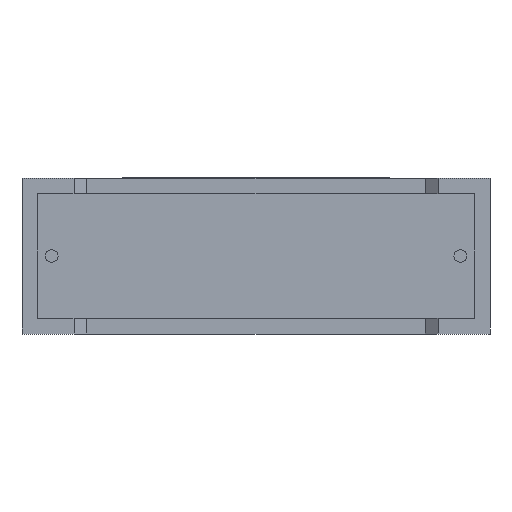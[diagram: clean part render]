
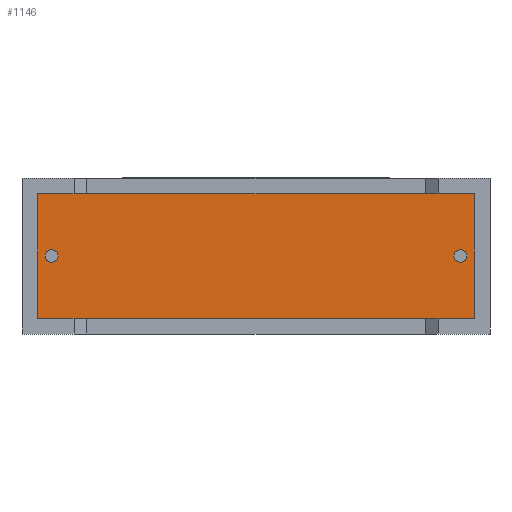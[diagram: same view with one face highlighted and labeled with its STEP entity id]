
A CAD part, front view. The second image highlights one B-rep face of the part: STEP entity #1146.
In plain terms, the highlighted planar face has unit normal (0, -1, 0).
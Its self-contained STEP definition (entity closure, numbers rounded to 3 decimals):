
#15 = ORIENTED_EDGE ( 'NONE', *, *, #2689, .F. ) ;
#110 = CARTESIAN_POINT ( 'NONE',  ( 1.05, 0.75, 9.45 ) ) ;
#112 = AXIS2_PLACEMENT_3D ( 'NONE', #2027, #780, #2246 ) ;
#116 = VECTOR ( 'NONE', #2254, 1000. ) ;
#146 = ORIENTED_EDGE ( 'NONE', *, *, #1331, .F. ) ;
#164 = AXIS2_PLACEMENT_3D ( 'NONE', #2606, #525, #963 ) ;
#281 = DIRECTION ( 'NONE',  ( 0., 0., -1. ) ) ;
#289 = DIRECTION ( 'NONE',  ( 0., -1., 0. ) ) ;
#293 = VERTEX_POINT ( 'NONE', #2587 ) ;
#405 = LINE ( 'NONE', #1771, #946 ) ;
#460 = EDGE_CURVE ( 'NONE', #2015, #2312, #2230, .T. ) ;
#474 = DIRECTION ( 'NONE',  ( 0., -1., 0. ) ) ;
#517 = CARTESIAN_POINT ( 'NONE',  ( 29.5, 0.75, 5.25 ) ) ;
#525 = DIRECTION ( 'NONE',  ( 0., -1., 0. ) ) ;
#585 = DIRECTION ( 'NONE',  ( 0., 0., -1. ) ) ;
#607 = AXIS2_PLACEMENT_3D ( 'NONE', #517, #474, #281 ) ;
#676 = DIRECTION ( 'NONE',  ( 1., 0., 0. ) ) ;
#712 = CARTESIAN_POINT ( 'NONE',  ( 2., 0.75, 5.675 ) ) ;
#745 = EDGE_CURVE ( 'NONE', #837, #1657, #1927, .T. ) ;
#780 = DIRECTION ( 'NONE',  ( 0., -1., 0. ) ) ;
#837 = VERTEX_POINT ( 'NONE', #2812 ) ;
#855 = FACE_BOUND ( 'NONE', #1739, .T. ) ;
#946 = VECTOR ( 'NONE', #1820, 1000. ) ;
#963 = DIRECTION ( 'NONE',  ( 0., 0., -1. ) ) ;
#1013 = EDGE_CURVE ( 'NONE', #2401, #293, #2211, .T. ) ;
#1030 = AXIS2_PLACEMENT_3D ( 'NONE', #2890, #289, #2171 ) ;
#1060 = ORIENTED_EDGE ( 'NONE', *, *, #2945, .T. ) ;
#1072 = FACE_BOUND ( 'NONE', #2615, .T. ) ;
#1087 = ORIENTED_EDGE ( 'NONE', *, *, #2860, .T. ) ;
#1146 = ADVANCED_FACE ( 'NONE', ( #1072, #2038, #855 ), #1800, .T. ) ;
#1280 = CIRCLE ( 'NONE', #607, 0.425 ) ;
#1290 = CARTESIAN_POINT ( 'NONE',  ( 29.5, 0.75, 5.25 ) ) ;
#1331 = EDGE_CURVE ( 'NONE', #2312, #2015, #2577, .T. ) ;
#1377 = LINE ( 'NONE', #2122, #2040 ) ;
#1442 = ORIENTED_EDGE ( 'NONE', *, *, #460, .F. ) ;
#1466 = CARTESIAN_POINT ( 'NONE',  ( 30.45, 0.75, 9.45 ) ) ;
#1471 = EDGE_CURVE ( 'NONE', #293, #2533, #1377, .T. ) ;
#1657 = VERTEX_POINT ( 'NONE', #1941 ) ;
#1702 = CARTESIAN_POINT ( 'NONE',  ( 2., 0.75, 4.825 ) ) ;
#1729 = CARTESIAN_POINT ( 'NONE',  ( 1.05, 0.75, 9.45 ) ) ;
#1739 = EDGE_LOOP ( 'NONE', ( #146, #1442 ) ) ;
#1771 = CARTESIAN_POINT ( 'NONE',  ( 30.45, 0.75, 1.05 ) ) ;
#1800 = PLANE ( 'NONE',  #164 ) ;
#1820 = DIRECTION ( 'NONE',  ( 0., 0., 1. ) ) ;
#1927 = CIRCLE ( 'NONE', #2828, 0.425 ) ;
#1941 = CARTESIAN_POINT ( 'NONE',  ( 29.5, 0.75, 4.825 ) ) ;
#2015 = VERTEX_POINT ( 'NONE', #1702 ) ;
#2027 = CARTESIAN_POINT ( 'NONE',  ( 2., 0.75, 5.25 ) ) ;
#2038 = FACE_OUTER_BOUND ( 'NONE', #3050, .T. ) ;
#2040 = VECTOR ( 'NONE', #676, 1000. ) ;
#2122 = CARTESIAN_POINT ( 'NONE',  ( 1.05, 0.75, 1.05 ) ) ;
#2171 = DIRECTION ( 'NONE',  ( 0., 0., -1. ) ) ;
#2211 = LINE ( 'NONE', #110, #116 ) ;
#2230 = CIRCLE ( 'NONE', #112, 0.425 ) ;
#2246 = DIRECTION ( 'NONE',  ( 0., 0., -1. ) ) ;
#2254 = DIRECTION ( 'NONE',  ( 0., 0., -1. ) ) ;
#2312 = VERTEX_POINT ( 'NONE', #712 ) ;
#2340 = CARTESIAN_POINT ( 'NONE',  ( 30.45, 0.75, 9.45 ) ) ;
#2351 = VERTEX_POINT ( 'NONE', #2340 ) ;
#2401 = VERTEX_POINT ( 'NONE', #1729 ) ;
#2428 = DIRECTION ( 'NONE',  ( -1., 0., 0. ) ) ;
#2435 = VECTOR ( 'NONE', #2428, 1000. ) ;
#2456 = ORIENTED_EDGE ( 'NONE', *, *, #745, .F. ) ;
#2519 = CARTESIAN_POINT ( 'NONE',  ( 30.45, 0.75, 1.05 ) ) ;
#2533 = VERTEX_POINT ( 'NONE', #2519 ) ;
#2575 = ORIENTED_EDGE ( 'NONE', *, *, #1013, .T. ) ;
#2577 = CIRCLE ( 'NONE', #1030, 0.425 ) ;
#2587 = CARTESIAN_POINT ( 'NONE',  ( 1.05, 0.75, 1.05 ) ) ;
#2606 = CARTESIAN_POINT ( 'NONE',  ( 0., 0.75, 0. ) ) ;
#2615 = EDGE_LOOP ( 'NONE', ( #2456, #15 ) ) ;
#2679 = ORIENTED_EDGE ( 'NONE', *, *, #1471, .T. ) ;
#2689 = EDGE_CURVE ( 'NONE', #1657, #837, #1280, .T. ) ;
#2710 = DIRECTION ( 'NONE',  ( 0., -1., 0. ) ) ;
#2812 = CARTESIAN_POINT ( 'NONE',  ( 29.5, 0.75, 5.675 ) ) ;
#2828 = AXIS2_PLACEMENT_3D ( 'NONE', #1290, #2710, #585 ) ;
#2860 = EDGE_CURVE ( 'NONE', #2351, #2401, #2952, .T. ) ;
#2890 = CARTESIAN_POINT ( 'NONE',  ( 2., 0.75, 5.25 ) ) ;
#2945 = EDGE_CURVE ( 'NONE', #2533, #2351, #405, .T. ) ;
#2952 = LINE ( 'NONE', #1466, #2435 ) ;
#3050 = EDGE_LOOP ( 'NONE', ( #2575, #2679, #1060, #1087 ) ) ;
